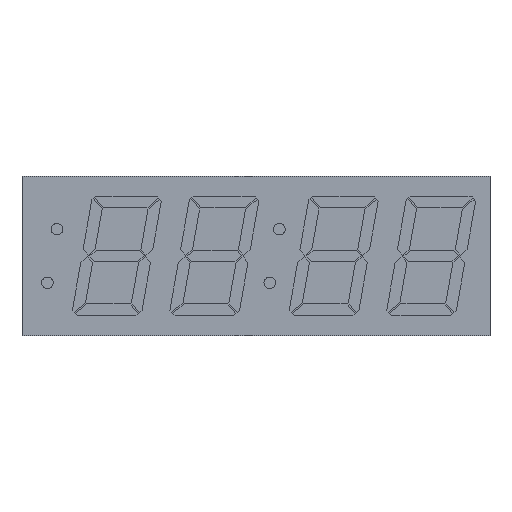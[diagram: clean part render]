
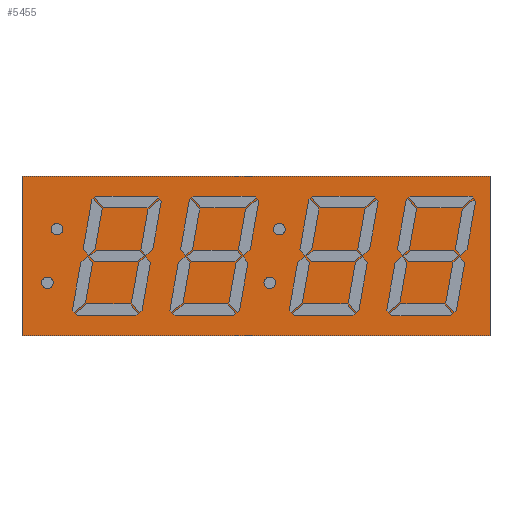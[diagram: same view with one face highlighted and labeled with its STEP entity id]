
A CAD part, top view. The second image highlights one B-rep face of the part: STEP entity #5455.
In plain terms, the highlighted planar face has unit normal (0, 0, 1).
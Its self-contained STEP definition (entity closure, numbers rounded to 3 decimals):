
#141=FACE_OUTER_BOUND('',#491,.T.);
#491=EDGE_LOOP('',(#3672,#3673,#3674,#3675));
#865=LINE('',#7760,#1613);
#868=LINE('',#7765,#1616);
#869=LINE('',#7768,#1617);
#871=LINE('',#7771,#1619);
#1613=VECTOR('',#6279,10.);
#1616=VECTOR('',#6284,10.);
#1617=VECTOR('',#6287,10.);
#1619=VECTOR('',#6291,10.);
#2348=VERTEX_POINT('',#7757);
#2349=VERTEX_POINT('',#7759);
#2350=VERTEX_POINT('',#7763);
#2351=VERTEX_POINT('',#7767);
#2865=EDGE_CURVE('',#2349,#2348,#865,.T.);
#2868=EDGE_CURVE('',#2348,#2350,#868,.T.);
#2869=EDGE_CURVE('',#2351,#2349,#869,.T.);
#2871=EDGE_CURVE('',#2350,#2351,#871,.T.);
#3672=ORIENTED_EDGE('',*,*,#2871,.T.);
#3673=ORIENTED_EDGE('',*,*,#2869,.T.);
#3674=ORIENTED_EDGE('',*,*,#2865,.T.);
#3675=ORIENTED_EDGE('',*,*,#2868,.T.);
#5109=PLANE('',#5867);
#5455=ADVANCED_FACE('',(#141),#5109,.T.);
#5867=AXIS2_PLACEMENT_3D('',#7772,#6292,#6293);
#6279=DIRECTION('',(-1.,0.,0.));
#6284=DIRECTION('',(0.,-1.,0.));
#6287=DIRECTION('',(0.,1.,0.));
#6291=DIRECTION('',(1.,0.,0.));
#6292=DIRECTION('center_axis',(0.,0.,1.));
#6293=DIRECTION('ref_axis',(1.,0.,0.));
#7757=CARTESIAN_POINT('',(-60.,20.4,9.5));
#7759=CARTESIAN_POINT('',(60.,20.4,9.5));
#7760=CARTESIAN_POINT('',(-60.,20.4,9.5));
#7763=CARTESIAN_POINT('',(-60.,-20.4,9.5));
#7765=CARTESIAN_POINT('',(-60.,-20.4,9.5));
#7767=CARTESIAN_POINT('',(60.,-20.4,9.5));
#7768=CARTESIAN_POINT('',(60.,20.4,9.5));
#7771=CARTESIAN_POINT('',(60.,-20.4,9.5));
#7772=CARTESIAN_POINT('Origin',(0.,0.,9.5));
